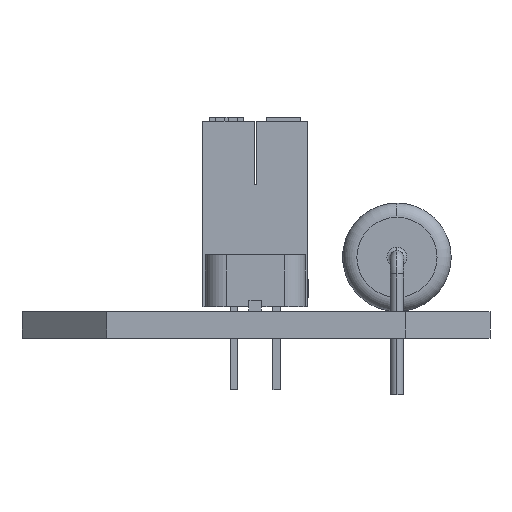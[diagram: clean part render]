
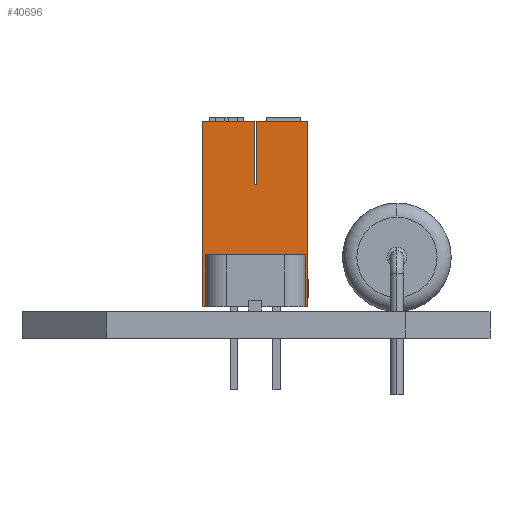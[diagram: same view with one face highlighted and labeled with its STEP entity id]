
A CAD part, left-side view. The second image highlights one B-rep face of the part: STEP entity #40696.
In plain terms, the highlighted planar face has unit normal (-1, 0, 0).
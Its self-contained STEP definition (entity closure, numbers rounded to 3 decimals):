
#40202 = VERTEX_POINT('',#40203);
#40203 = CARTESIAN_POINT('',(-5.95,0.068,
    7.6));
#40209 = EDGE_CURVE('',#40210,#40202,#40212,.T.);
#40210 = VERTEX_POINT('',#40211);
#40211 = CARTESIAN_POINT('',(-5.95,-0.059,
    7.6));
#40212 = LINE('',#40213,#40214);
#40213 = CARTESIAN_POINT('',(-5.95,-0.059,
    7.6));
#40214 = VECTOR('',#40215,1.);
#40215 = DIRECTION('',(0.,1.,0.));
#40233 = EDGE_CURVE('',#40210,#40234,#40236,.T.);
#40234 = VERTEX_POINT('',#40235);
#40235 = CARTESIAN_POINT('',(-5.95,-0.059,
    11.4));
#40236 = LINE('',#40237,#40238);
#40237 = CARTESIAN_POINT('',(-5.95,-0.059,
    11.4));
#40238 = VECTOR('',#40239,1.);
#40239 = DIRECTION('',(0.,0.,1.));
#40272 = EDGE_CURVE('',#40234,#40273,#40275,.T.);
#40273 = VERTEX_POINT('',#40274);
#40274 = CARTESIAN_POINT('',(-5.95,-3.145,11.4));
#40275 = LINE('',#40276,#40277);
#40276 = CARTESIAN_POINT('',(-5.95,3.155,11.4));
#40277 = VECTOR('',#40278,1.);
#40278 = DIRECTION('',(-0.,-1.,0.));
#40359 = EDGE_CURVE('',#40360,#40273,#40362,.T.);
#40360 = VERTEX_POINT('',#40361);
#40361 = CARTESIAN_POINT('',(-5.95,-3.145,0.3));
#40362 = LINE('',#40363,#40364);
#40363 = CARTESIAN_POINT('',(-5.95,-3.145,11.4));
#40364 = VECTOR('',#40365,1.);
#40365 = DIRECTION('',(0.,0.,1.));
#40519 = VERTEX_POINT('',#40520);
#40520 = CARTESIAN_POINT('',(-5.95,-2.995,0.3));
#40526 = EDGE_CURVE('',#40519,#40527,#40529,.T.);
#40527 = VERTEX_POINT('',#40528);
#40528 = CARTESIAN_POINT('',(-5.95,-2.995,3.4));
#40529 = LINE('',#40530,#40531);
#40530 = CARTESIAN_POINT('',(-5.95,-2.995,3.4));
#40531 = VECTOR('',#40532,1.);
#40532 = DIRECTION('',(0.,0.,1.));
#40548 = EDGE_CURVE('',#40549,#40527,#40551,.T.);
#40549 = VERTEX_POINT('',#40550);
#40550 = CARTESIAN_POINT('',(-5.95,3.005,3.4));
#40551 = LINE('',#40552,#40553);
#40552 = CARTESIAN_POINT('',(-5.95,1.735,3.4));
#40553 = VECTOR('',#40554,1.);
#40554 = DIRECTION('',(-0.,-1.,0.));
#40587 = EDGE_CURVE('',#40549,#40588,#40590,.T.);
#40588 = VERTEX_POINT('',#40589);
#40589 = CARTESIAN_POINT('',(-5.95,3.005,0.3));
#40590 = LINE('',#40591,#40592);
#40591 = CARTESIAN_POINT('',(-5.95,3.005,3.4));
#40592 = VECTOR('',#40593,1.);
#40593 = DIRECTION('',(0.,0.,-1.));
#40615 = VERTEX_POINT('',#40616);
#40616 = CARTESIAN_POINT('',(-5.95,3.155,0.3));
#40622 = EDGE_CURVE('',#40623,#40615,#40625,.T.);
#40623 = VERTEX_POINT('',#40624);
#40624 = CARTESIAN_POINT('',(-5.95,3.155,11.4));
#40625 = LINE('',#40626,#40627);
#40626 = CARTESIAN_POINT('',(-5.95,3.155,11.4));
#40627 = VECTOR('',#40628,1.);
#40628 = DIRECTION('',(0.,0.,-1.));
#40659 = EDGE_CURVE('',#40623,#40660,#40662,.T.);
#40660 = VERTEX_POINT('',#40661);
#40661 = CARTESIAN_POINT('',(-5.95,0.068,
    11.4));
#40662 = LINE('',#40663,#40664);
#40663 = CARTESIAN_POINT('',(-5.95,3.155,11.4));
#40664 = VECTOR('',#40665,1.);
#40665 = DIRECTION('',(-0.,-1.,0.));
#40685 = EDGE_CURVE('',#40660,#40202,#40686,.T.);
#40686 = LINE('',#40687,#40688);
#40687 = CARTESIAN_POINT('',(-5.95,0.068,
    11.4));
#40688 = VECTOR('',#40689,1.);
#40689 = DIRECTION('',(0.,0.,-1.));
#40696 = ADVANCED_FACE('',(#40697),#40721,.F.);
#40697 = FACE_BOUND('',#40698,.T.);
#40698 = EDGE_LOOP('',(#40699,#40700,#40701,#40702,#40708,#40709,#40710,
    #40711,#40717,#40718,#40719,#40720));
#40699 = ORIENTED_EDGE('',*,*,#40685,.F.);
#40700 = ORIENTED_EDGE('',*,*,#40659,.F.);
#40701 = ORIENTED_EDGE('',*,*,#40622,.T.);
#40702 = ORIENTED_EDGE('',*,*,#40703,.F.);
#40703 = EDGE_CURVE('',#40588,#40615,#40704,.T.);
#40704 = LINE('',#40705,#40706);
#40705 = CARTESIAN_POINT('',(-5.95,3.155,0.3));
#40706 = VECTOR('',#40707,1.);
#40707 = DIRECTION('',(0.,1.,0.));
#40708 = ORIENTED_EDGE('',*,*,#40587,.F.);
#40709 = ORIENTED_EDGE('',*,*,#40548,.T.);
#40710 = ORIENTED_EDGE('',*,*,#40526,.F.);
#40711 = ORIENTED_EDGE('',*,*,#40712,.F.);
#40712 = EDGE_CURVE('',#40360,#40519,#40713,.T.);
#40713 = LINE('',#40714,#40715);
#40714 = CARTESIAN_POINT('',(-5.95,3.155,0.3));
#40715 = VECTOR('',#40716,1.);
#40716 = DIRECTION('',(0.,1.,0.));
#40717 = ORIENTED_EDGE('',*,*,#40359,.T.);
#40718 = ORIENTED_EDGE('',*,*,#40272,.F.);
#40719 = ORIENTED_EDGE('',*,*,#40233,.F.);
#40720 = ORIENTED_EDGE('',*,*,#40209,.T.);
#40721 = PLANE('',#40722);
#40722 = AXIS2_PLACEMENT_3D('',#40723,#40724,#40725);
#40723 = CARTESIAN_POINT('',(-5.95,3.155,11.4));
#40724 = DIRECTION('',(1.,0.,0.));
#40725 = DIRECTION('',(0.,1.,0.));
